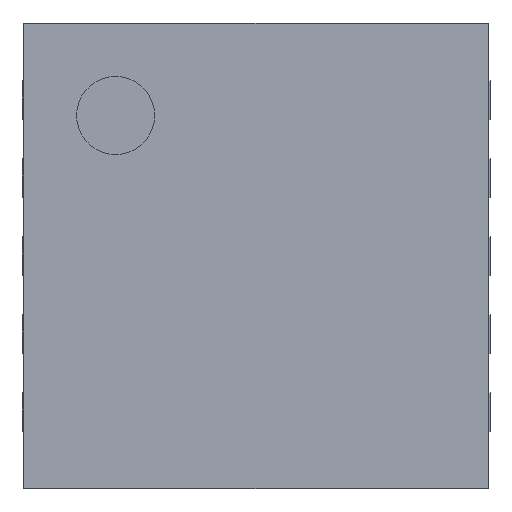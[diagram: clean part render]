
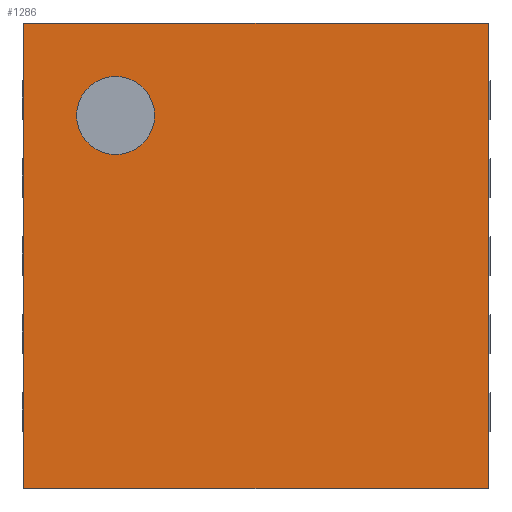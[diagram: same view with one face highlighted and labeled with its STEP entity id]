
A CAD part, top view. The second image highlights one B-rep face of the part: STEP entity #1286.
In plain terms, the highlighted planar face has unit normal (0, 0, 1).
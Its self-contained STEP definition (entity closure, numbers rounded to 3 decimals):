
#13=DIRECTION('',(0.,0.,1.));
#96=DIRECTION('',(0.,0.,-1.));
#153=VECTOR('',#154,1.);
#154=DIRECTION('',(0.,-1.,0.));
#160=VECTOR('',#161,1.);
#161=DIRECTION('',(1.,0.,0.));
#428=VERTEX_POINT('',#429);
#429=CARTESIAN_POINT('',(-1.49,1.49,0.77));
#431=ORIENTED_EDGE('',*,*,#432,.T.);
#432=EDGE_CURVE('',#428,#433,#435,.T.);
#433=VERTEX_POINT('',#434);
#434=CARTESIAN_POINT('',(-1.49,-1.49,0.77));
#435=LINE('',#429,#153);
#530=VERTEX_POINT('',#531);
#531=CARTESIAN_POINT('',(1.49,1.49,0.77));
#534=EDGE_CURVE('',#530,#535,#537,.T.);
#535=VERTEX_POINT('',#536);
#536=CARTESIAN_POINT('',(1.49,-1.49,0.77));
#537=LINE('',#531,#153);
#628=ORIENTED_EDGE('',*,*,#629,.F.);
#629=EDGE_CURVE('',#428,#530,#630,.T.);
#630=LINE('',#429,#160);
#1206=EDGE_CURVE('',#433,#535,#1207,.T.);
#1207=LINE('',#434,#160);
#1286=ADVANCED_FACE('',(#1287,#1291),#1300,.T.);
#1287=FACE_BOUND('',#1288,.T.);
#1288=EDGE_LOOP('',(#628,#431,#1289,#1290));
#1289=ORIENTED_EDGE('',*,*,#1206,.T.);
#1290=ORIENTED_EDGE('',*,*,#534,.F.);
#1291=FACE_BOUND('',#1292,.T.);
#1292=EDGE_LOOP('',(#1293));
#1293=ORIENTED_EDGE('',*,*,#1294,.T.);
#1294=EDGE_CURVE('',#1295,#1295,#1297,.T.);
#1295=VERTEX_POINT('',#1296);
#1296=CARTESIAN_POINT('',(-0.9,0.65,0.77));
#1297=CIRCLE('',#1298,0.25);
#1298=AXIS2_PLACEMENT_3D('',#1299,#96,#154);
#1299=CARTESIAN_POINT('',(-0.9,0.9,0.77));
#1300=PLANE('',#1301);
#1301=AXIS2_PLACEMENT_3D('',#429,#13,#154);
